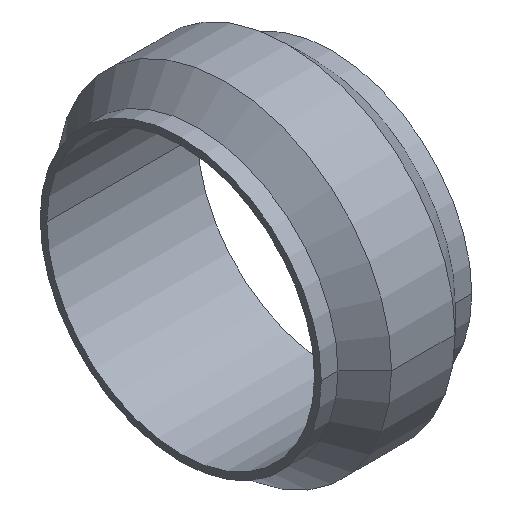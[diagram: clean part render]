
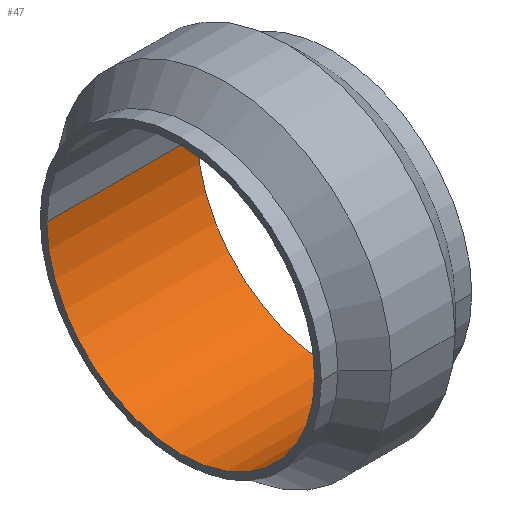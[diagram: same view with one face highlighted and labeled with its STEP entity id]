
A CAD part, isometric view. The second image highlights one B-rep face of the part: STEP entity #47.
In plain terms, the highlighted cylindrical face has radius 8 mm (diameter 16 mm), a partial arc.
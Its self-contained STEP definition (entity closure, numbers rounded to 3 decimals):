
#47=ADVANCED_FACE('',(#63),#64,.F.);
#63=FACE_OUTER_BOUND('',#93,.T.);
#64=CYLINDRICAL_SURFACE('',#94,8.0);
#93=EDGE_LOOP('',(#128,#129,#130,#131));
#94=AXIS2_PLACEMENT_3D('',#132,#133,#134);
#128=ORIENTED_EDGE('',*,*,#223,.T.);
#129=ORIENTED_EDGE('',*,*,#220,.T.);
#130=ORIENTED_EDGE('',*,*,#224,.F.);
#131=ORIENTED_EDGE('',*,*,#222,.F.);
#132=CARTESIAN_POINT('',(-4.95,0.0,0.0));
#133=DIRECTION('',(-1.0,-0.0,0.0));
#134=DIRECTION('',(0.0,-1.0,0.0));
#220=EDGE_CURVE('',#250,#248,#251,.T.);
#222=EDGE_CURVE('',#252,#247,#254,.T.);
#223=EDGE_CURVE('',#252,#250,#255,.T.);
#224=EDGE_CURVE('',#247,#248,#256,.T.);
#247=VERTEX_POINT('',#291);
#248=VERTEX_POINT('',#292);
#250=VERTEX_POINT('',#294);
#251=LINE('',#295,#296);
#252=VERTEX_POINT('',#297);
#254=LINE('',#299,#300);
#255=CIRCLE('',#301,8.0);
#256=CIRCLE('',#302,8.0);
#291=CARTESIAN_POINT('',(4.5,8.0,0.0));
#292=CARTESIAN_POINT('',(4.5,-8.0,0.0));
#294=CARTESIAN_POINT('',(-4.5,-8.0,0.0));
#295=CARTESIAN_POINT('',(-4.5,-8.0,0.0));
#296=VECTOR('',#350,9.0);
#297=CARTESIAN_POINT('',(-4.5,8.0,0.0));
#299=CARTESIAN_POINT('',(-4.5,8.0,0.0));
#300=VECTOR('',#354,9.0);
#301=AXIS2_PLACEMENT_3D('',#355,#356,#357);
#302=AXIS2_PLACEMENT_3D('',#358,#359,#360);
#350=DIRECTION('',(1.0,0.0,0.0));
#354=DIRECTION('',(1.0,0.0,0.0));
#355=CARTESIAN_POINT('',(-4.5,0.0,0.0));
#356=DIRECTION('',(-1.0,0.0,0.0));
#357=DIRECTION('',(0.0,1.0,0.0));
#358=CARTESIAN_POINT('',(4.5,0.0,0.0));
#359=DIRECTION('',(-1.0,0.0,0.0));
#360=DIRECTION('',(0.0,1.0,0.0));
